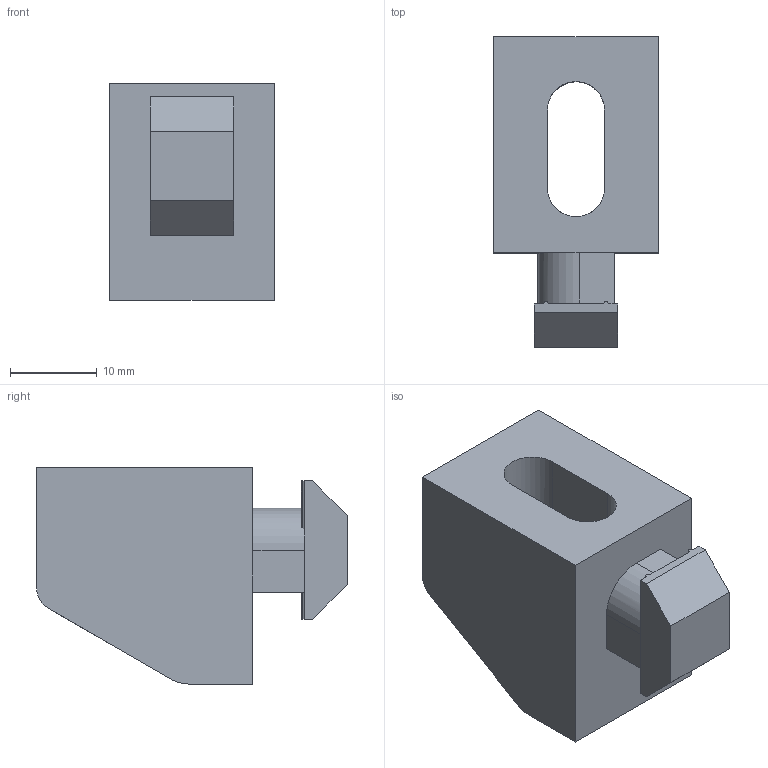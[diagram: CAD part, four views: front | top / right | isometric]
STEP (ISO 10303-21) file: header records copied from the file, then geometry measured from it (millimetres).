
FILE_DESCRIPTION (( 'STEP AP214' ), '1' );
FILE_NAME ('094004m4.STEP', '2014-09-04T08:39:08', ( '' ), ( '' ), 'SwSTEP 2.0', 'SolidWorks 2014', '' );
FILE_SCHEMA (( 'AUTOMOTIVE_DESIGN' ));
Length unit declared in the file: millimetre
Products named in the file (1): 094004m4
Bounding box: 19 x 35.9 x 25 mm (x, y, z)
Volume: 9301.7 mm3; surface area: 4058.5 mm2
Topology: 1 solids, 1 shells, 43 faces, 123 edges, 82 vertices
Faces by surface type: plane 32, cylinder 11
Entity records: 1927 total; most frequent: CARTESIAN_POINT 288, ORIENTED_EDGE 246, DIRECTION 223, EDGE_CURVE 123, LINE 93, VECTOR 93, VERTEX_POINT 82, AXIS2_PLACEMENT_3D 65
